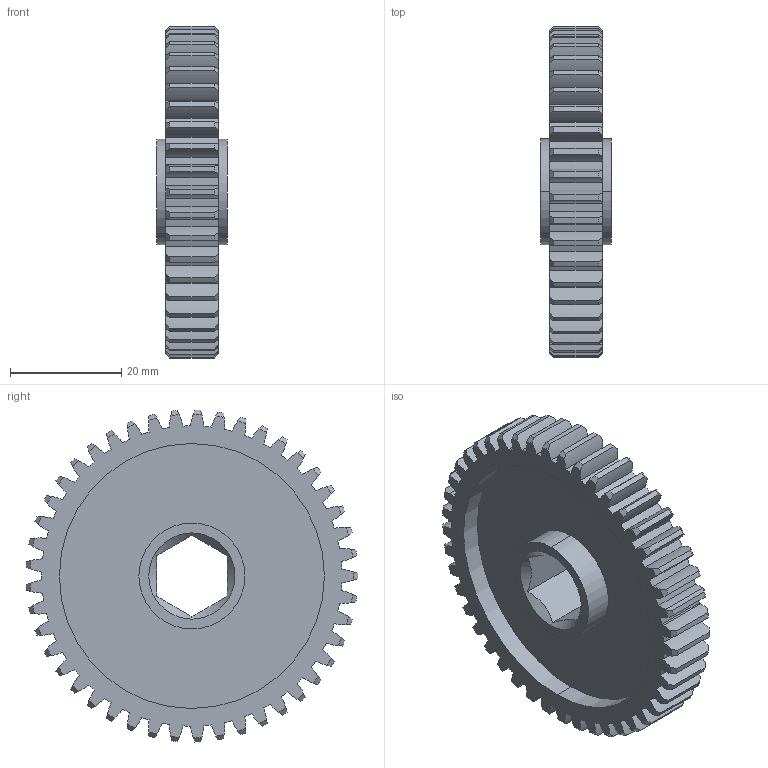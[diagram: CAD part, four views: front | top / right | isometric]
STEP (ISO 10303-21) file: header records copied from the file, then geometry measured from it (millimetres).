
FILE_DESCRIPTION (( 'STEP AP214' ), '1' );
FILE_NAME ('am-5153 45T 20DP 500hex 375 FW Aluminum.STEP', '2023-07-20T15:45:25', ( '' ), ( '' ), 'SwSTEP 2.0', 'SolidWorks 2022', '' );
FILE_SCHEMA (( 'AUTOMOTIVE_DESIGN' ));
Length unit declared in the file: inch
Products named in the file (1): am-5153 45T 20DP 500hex 375 FW Aluminum
Bounding box: 12.7 x 59.65 x 59.68 mm (x, y, z)
Volume: 12636.4 mm3; surface area: 10394.5 mm2
Topology: 1 solids, 1 shells, 298 faces, 872 edges, 580 vertices
Faces by surface type: cylinder 192, cone 94, plane 12
Entity records: 10482 total; most frequent: CARTESIAN_POINT 2437, DIRECTION 1752, ORIENTED_EDGE 1744, EDGE_CURVE 872, AXIS2_PLACEMENT_3D 775, VERTEX_POINT 580, CIRCLE 476, EDGE_LOOP 304
